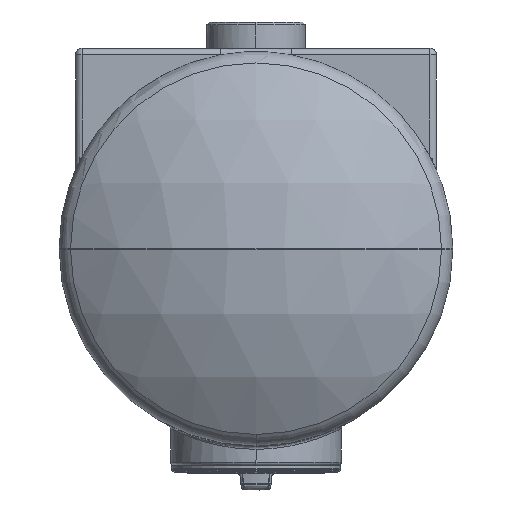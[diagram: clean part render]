
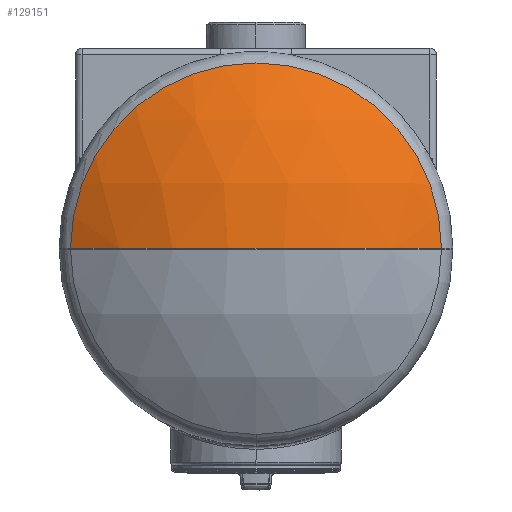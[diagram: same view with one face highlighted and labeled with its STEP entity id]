
A CAD part, left-side view. The second image highlights one B-rep face of the part: STEP entity #129151.
In plain terms, the highlighted spherical face has radius 500 mm.
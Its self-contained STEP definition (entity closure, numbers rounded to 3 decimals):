
#18696 = CIRCLE ( 'NONE', #160630, 282.609 ) ;
#23263 = CARTESIAN_POINT ( 'NONE',  ( -387.471, -282.609, 0. ) ) ;
#26649 = CARTESIAN_POINT ( 'NONE',  ( -387.471, 282.609, 0. ) ) ;
#36236 = DIRECTION ( 'NONE',  ( 0., 0., 1. ) ) ;
#38554 = AXIS2_PLACEMENT_3D ( 'NONE', #146719, #36236, #182763 ) ;
#44104 = ORIENTED_EDGE ( 'NONE', *, *, #124604, .T. ) ;
#49686 = CARTESIAN_POINT ( 'NONE',  ( -387.471, 0., 0. ) ) ;
#72760 = CARTESIAN_POINT ( 'NONE',  ( 25., 0., 0. ) ) ;
#87090 = EDGE_CURVE ( 'NONE', #194153, #142438, #189699, .T. ) ;
#90779 = DIRECTION ( 'NONE',  ( 0., 0., -1. ) ) ;
#102579 = DIRECTION ( 'NONE',  ( 0., 1., 0. ) ) ;
#124604 = EDGE_CURVE ( 'NONE', #194153, #142438, #18696, .T. ) ;
#129151 = ADVANCED_FACE ( 'NONE', ( #138460 ), #163567, .T. ) ;
#138460 = FACE_OUTER_BOUND ( 'NONE', #162947, .T. ) ;
#142438 = VERTEX_POINT ( 'NONE', #26649 ) ;
#146719 = CARTESIAN_POINT ( 'NONE',  ( 25., 0., 0. ) ) ;
#160630 = AXIS2_PLACEMENT_3D ( 'NONE', #49686, #193845, #102579 ) ;
#162947 = EDGE_LOOP ( 'NONE', ( #170213, #44104 ) ) ;
#163567 = SPHERICAL_SURFACE ( 'NONE', #38554, 500. ) ;
#170213 = ORIENTED_EDGE ( 'NONE', *, *, #87090, .F. ) ;
#182763 = DIRECTION ( 'NONE',  ( 0., -1., 0. ) ) ;
#189699 = CIRCLE ( 'NONE', #216465, 500. ) ;
#193845 = DIRECTION ( 'NONE',  ( -1., 0., 0. ) ) ;
#194153 = VERTEX_POINT ( 'NONE', #23263 ) ;
#216465 = AXIS2_PLACEMENT_3D ( 'NONE', #72760, #90779, #216885 ) ;
#216885 = DIRECTION ( 'NONE',  ( -1., 0., 0. ) ) ;
